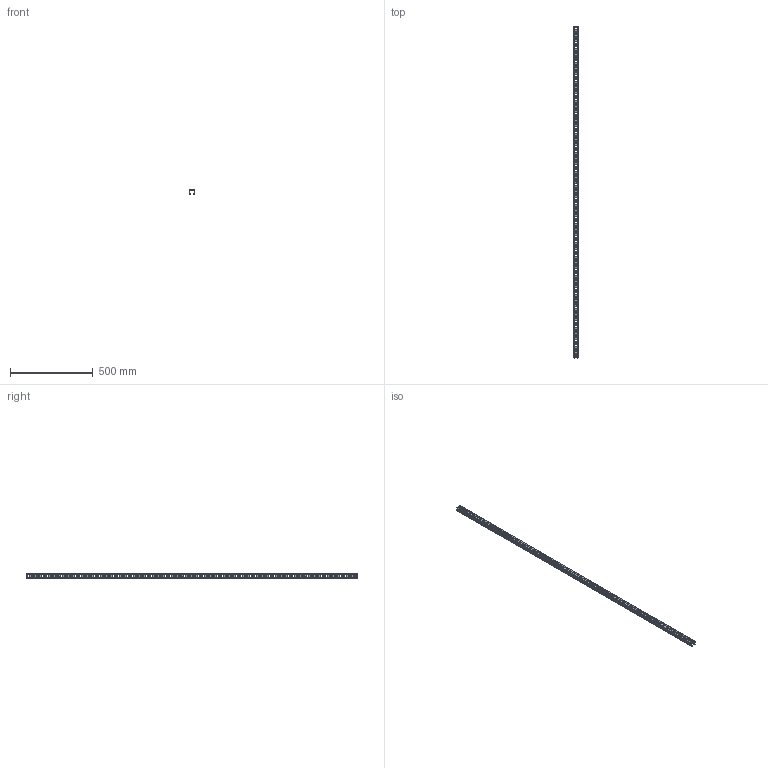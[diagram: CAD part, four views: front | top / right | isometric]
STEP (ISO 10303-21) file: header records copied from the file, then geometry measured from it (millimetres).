
FILE_DESCRIPTION((''),'2;1');
FILE_NAME('613720_PRT','2018-12-05T12:23:12',('tomasz.grudniewski'),(''),'CREO PARAMETRIC BY PTC INC, 2018260','CREO PARAMETRIC BY PTC INC, 2018260','');
FILE_SCHEMA(('CONFIG_CONTROL_DESIGN'));
Length unit declared in the file: millimetre
Products named in the file (1): 613720_PRT
Bounding box: 30 x 2000 x 27.07 mm (x, y, z)
Volume: 286274.9 mm3; surface area: 314057.2 mm2
Topology: 1 solids, 1 shells, 878 faces, 2596 edges, 1720 vertices
Faces by surface type: plane 450, cylinder 428
Entity records: 30378 total; most frequent: DIRECTION 5208, CARTESIAN_POINT 5194, ORIENTED_EDGE 5192, EDGE_CURVE 2596, VECTOR 1740, LINE 1740, AXIS2_PLACEMENT_3D 1734, VERTEX_POINT 1720
